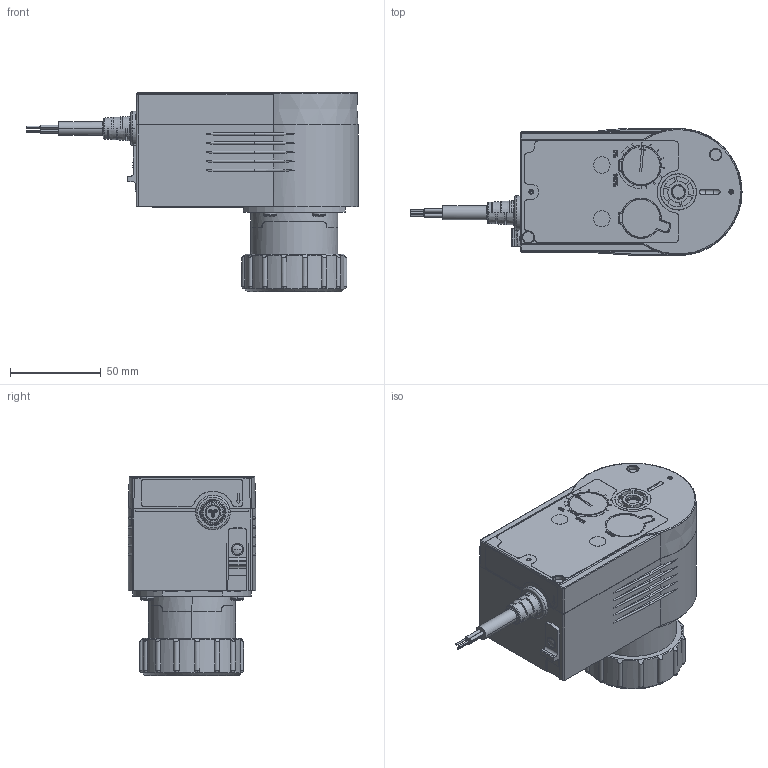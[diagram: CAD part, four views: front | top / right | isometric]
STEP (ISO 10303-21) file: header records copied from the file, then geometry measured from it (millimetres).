
FILE_DESCRIPTION(('CATIA V5 STEP Exchange','CAx-IF Rec.Pracs.--- Model Styling and Organization---1.4--- 2014-01-23','CAx-IF Rec.Pracs.---3D Tessellated Data Validation Properties---0.5---2014-09-14'),'2;1');
FILE_NAME('STEP_636004_-_TST.stp','2021-05-28T13:54:18+00:00',('none'),('none'),'CATIA Version 5-6 Release 2019 SP3','CATIA V5 STEP AP242 v1','none');
FILE_SCHEMA(('AP242_MANAGED_MODEL_BASED_3D_ENGINEERING_MIM_LF {1 0 10303 442 1 1 4}'));
Products named in the file (1): 636004 - TST
Bounding box: 182.6 x 70 x 109.6 mm (x, y, z)
Volume: 581322.7 mm3; surface area: 67293.2 mm2
Topology: 2 solids, 12 shells, 1252 faces, 3624 edges, 2446 vertices
Faces by surface type: plane 534, cylinder 368, extrusion 123, cone 100, torus 78, bspline 37, sphere 12
Entity records: 46847 total; most frequent: CARTESIAN_POINT 17358, ORIENTED_EDGE 7216, DIRECTION 4219, EDGE_CURVE 3610, VERTEX_POINT 2446, VECTOR 1765, AXIS2_PLACEMENT_3D 1684, LINE 1642
